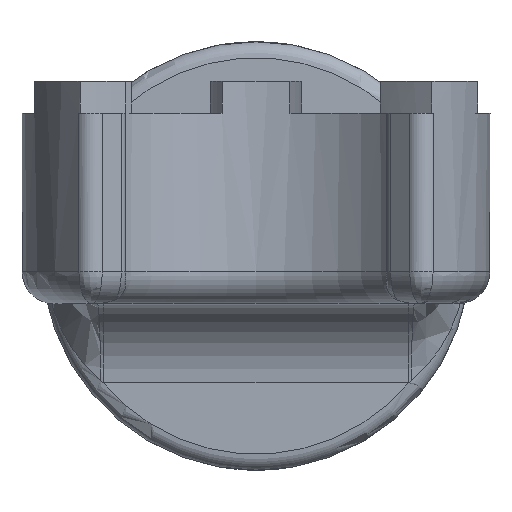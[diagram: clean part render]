
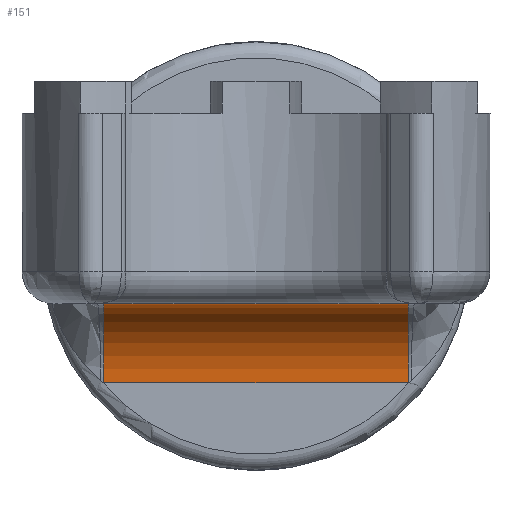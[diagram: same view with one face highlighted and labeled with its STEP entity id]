
A CAD part, left-side view. The second image highlights one B-rep face of the part: STEP entity #151.
In plain terms, the highlighted cylindrical face has radius 5 mm (diameter 10 mm), a partial arc.
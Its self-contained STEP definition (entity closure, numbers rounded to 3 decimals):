
#151 = ADVANCED_FACE( '', ( #368 ), #369, .F. );
#368 = FACE_OUTER_BOUND( '', #891, .T. );
#369 = CYLINDRICAL_SURFACE( '', #892, 5. );
#891 = EDGE_LOOP( '', ( #3153, #3154, #3155, #3156 ) );
#892 = AXIS2_PLACEMENT_3D( '', #3157, #3158, #3159 );
#3153 = ORIENTED_EDGE( '', *, *, #3792, .T. );
#3154 = ORIENTED_EDGE( '', *, *, #3819, .F. );
#3155 = ORIENTED_EDGE( '', *, *, #3820, .F. );
#3156 = ORIENTED_EDGE( '', *, *, #3821, .F. );
#3157 = CARTESIAN_POINT( '', ( -13., 0., -5. ) );
#3158 = DIRECTION( '', ( 0., 1., 0. ) );
#3159 = DIRECTION( '', ( 1., 0., 0. ) );
#3792 = EDGE_CURVE( '', #4145, #4143, #4146, .T. );
#3819 = EDGE_CURVE( '', #4185, #4143, #4186, .T. );
#3820 = EDGE_CURVE( '', #4187, #4185, #4188, .T. );
#3821 = EDGE_CURVE( '', #4145, #4187, #4189, .F. );
#4143 = VERTEX_POINT( '', #5000 );
#4145 = VERTEX_POINT( '', #5005 );
#4146 = CIRCLE( '', #5006, 5. );
#4185 = VERTEX_POINT( '', #5203 );
#4186 = LINE( '', #5204, #5205 );
#4187 = VERTEX_POINT( '', #5206 );
#4188 = CIRCLE( '', #5207, 5. );
#4189 = LINE( '', #5208, #5209 );
#5000 = CARTESIAN_POINT( '', ( -8., 9.605, -5. ) );
#5005 = CARTESIAN_POINT( '', ( -13., 9.605, 0. ) );
#5006 = AXIS2_PLACEMENT_3D( '', #6304, #6305, #6306 );
#5203 = CARTESIAN_POINT( '', ( -8., -9.605, -5. ) );
#5204 = CARTESIAN_POINT( '', ( -8., 10., -5. ) );
#5205 = VECTOR( '', #6345, 1000. );
#5206 = CARTESIAN_POINT( '', ( -13., -9.605, 0. ) );
#5207 = AXIS2_PLACEMENT_3D( '', #6346, #6347, #6348 );
#5208 = CARTESIAN_POINT( '', ( -13., -10., 0. ) );
#5209 = VECTOR( '', #6349, 1000. );
#6304 = CARTESIAN_POINT( '', ( -13., 9.605, -5. ) );
#6305 = DIRECTION( '', ( 0., 1., 0. ) );
#6306 = DIRECTION( '', ( 0., 0., 1. ) );
#6345 = DIRECTION( '', ( 0., 1., 0. ) );
#6346 = CARTESIAN_POINT( '', ( -13., -9.605, -5. ) );
#6347 = DIRECTION( '', ( 0., 1., 0. ) );
#6348 = DIRECTION( '', ( 0., 0., 1. ) );
#6349 = DIRECTION( '', ( 0., 1., 0. ) );
